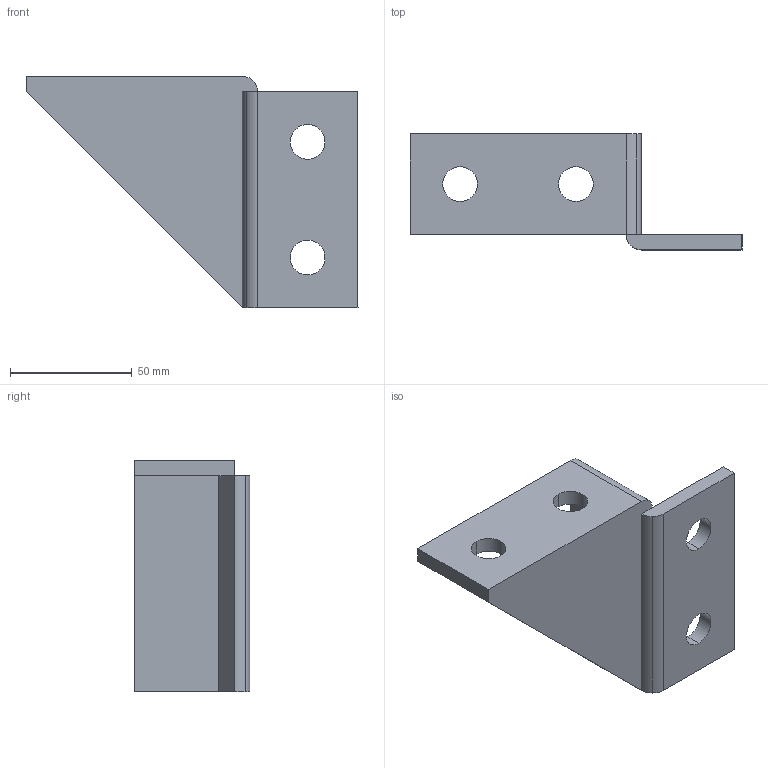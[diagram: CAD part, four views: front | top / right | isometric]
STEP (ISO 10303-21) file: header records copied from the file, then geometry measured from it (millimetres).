
FILE_DESCRIPTION(('TurboCAD Mac Pro'),'Build 980');
FILE_NAME('P2344L.stp',' ',(''),(''),'ACIS Interop','IMSI','TurboCAD Mac Pro BY IMSI, INCORPORATED');
FILE_SCHEMA(('automotive_design'));
Length unit declared in the file: inch
Products named in the file (1): 1
Bounding box: 136.37 x 47.55 x 95.08 mm (x, y, z)
Volume: 94728.7 mm3; surface area: 34071.6 mm2
Topology: 1 solids, 1 shells, 36 faces, 95 edges, 61 vertices
Faces by surface type: plane 16, bspline 16, cylinder 4
Entity records: 1515 total; most frequent: CARTESIAN_POINT 401, ORIENTED_EDGE 190, DIRECTION 113, EDGE_CURVE 95, VERTEX_POINT 61, LINE 55, VECTOR 55, EDGE_LOOP 44
